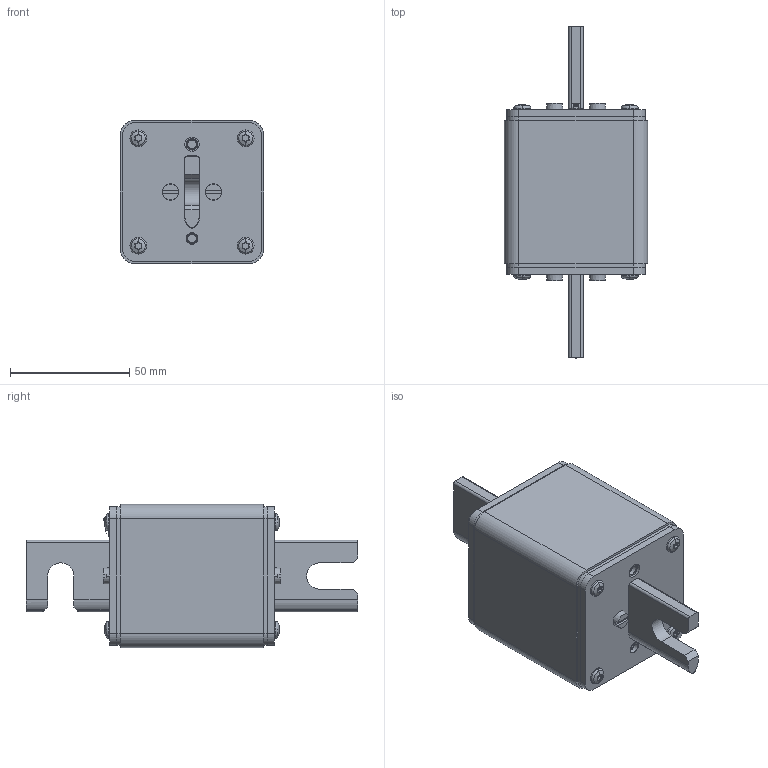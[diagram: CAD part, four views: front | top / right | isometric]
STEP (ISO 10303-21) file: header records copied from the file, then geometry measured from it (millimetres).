
FILE_DESCRIPTION((''),'2;1');
FILE_NAME('004304121_ASM_1_1_ASM','2021-11-12T',('marketing.praksa'),('Audax d.o.o.'),'CREO PARAMETRIC BY PTC INC, 2017480','CREO PARAMETRIC BY PTC INC, 2017480','');
FILE_SCHEMA(('AUTOMOTIVE_DESIGN { 1 0 10303 214 1 1 1 1 }'));
Length unit declared in the file: millimetre
Products named in the file (15): 0000030743_1_1_2_3; 0000017639_AF0_1_1_2_3; 0000018139_AF1_1_1; 0000017641_ASM_1_1_2_ASM; 0000017639_AF3_1_1_2; 0000043840_AF1_1_1; 0000043842_ASM_1_1_2_ASM; 0000064246_1_1; 0000011586_1_1_2; 0000011580_1_1_2_3_4_5; 0000011599_1_1_2_3_4_5_6; 0000037876_1_1_2_3_4_5_6; 0000043213_1_1_2; 0000031923_1_1_2_3; 004304121_ASM_1_1_ASM
Assembly tree (28 placements, depth 3):
  004304121_ASM_1_1_ASM
    0000030743_1_1_2_3  x2
    0000017641_ASM_1_1_2_ASM
      0000017639_AF0_1_1_2_3
      0000018139_AF1_1_1
    0000043842_ASM_1_1_2_ASM
      0000017639_AF3_1_1_2
      0000043840_AF1_1_1
    0000064246_1_1  x2
    0000011586_1_1_2
    0000011580_1_1_2_3_4_5
    0000011599_1_1_2_3_4_5_6  x3
    0000037876_1_1_2_3_4_5_6  x4
    0000043213_1_1_2  x8
    0000031923_1_1_2_3
Bounding box: 60 x 139 x 60 mm (x, y, z)
Volume: 260460.5 mm3; surface area: 65748.7 mm2
Topology: 26 solids, 42 shells, 1054 faces, 2914 edges, 1914 vertices
Faces by surface type: cylinder 532, plane 247, bspline 123, torus 64, cone 56, sphere 16, extrusion 16
Entity records: 26298 total; most frequent: CARTESIAN_POINT 7263, DIRECTION 2542, ORIENTED_EDGE 2362, EDGE_CURVE 1207, AXIS2_PLACEMENT_3D 967, PRESENTATION_STYLE_ASSIGNMENT 802, VERTEX_POINT 794, STYLED_ITEM 751
